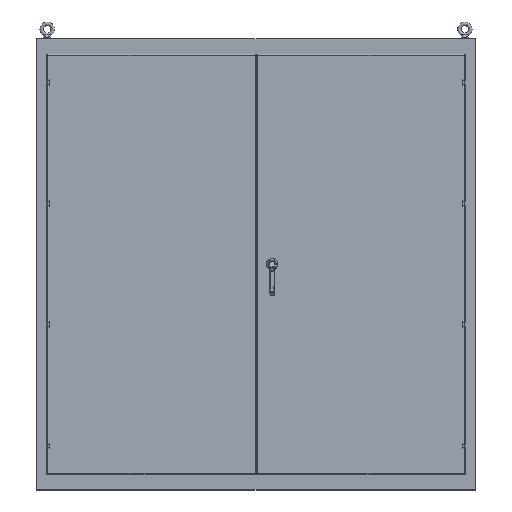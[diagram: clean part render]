
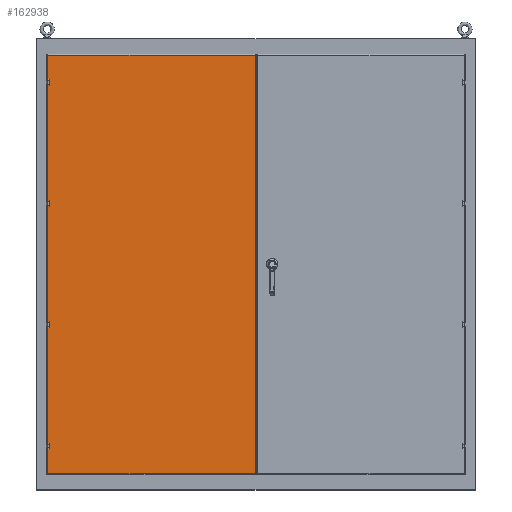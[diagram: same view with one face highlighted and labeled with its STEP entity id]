
A CAD part, top view. The second image highlights one B-rep face of the part: STEP entity #162938.
In plain terms, the highlighted planar face has unit normal (0, 0, 1).
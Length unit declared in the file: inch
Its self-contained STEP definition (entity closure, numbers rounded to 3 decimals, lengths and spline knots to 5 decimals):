
#4694 = CARTESIAN_POINT ( 'NONE',  ( -36.92815, -37.05315, 10.058 ) ) ;
#12444 = CARTESIAN_POINT ( 'NONE',  ( 0., 37.05315, 10.058 ) ) ;
#21477 = LINE ( 'NONE', #167902, #90797 ) ;
#22809 = CARTESIAN_POINT ( 'NONE',  ( -36.92815, 0., 10.058 ) ) ;
#28746 = ORIENTED_EDGE ( 'NONE', *, *, #80268, .T. ) ;
#34130 = ORIENTED_EDGE ( 'NONE', *, *, #78452, .T. ) ;
#37027 = EDGE_CURVE ( 'NONE', #200601, #93857, #176868, .T. ) ;
#49943 = CARTESIAN_POINT ( 'NONE',  ( 0., 0., 10.058 ) ) ;
#55047 = LINE ( 'NONE', #73079, #148197 ) ;
#57648 = VECTOR ( 'NONE', #188389, 39.37008 ) ;
#73079 = CARTESIAN_POINT ( 'NONE',  ( -0.09375, 0., 10.058 ) ) ;
#78452 = EDGE_CURVE ( 'NONE', #235601, #163355, #21477, .T. ) ;
#80268 = EDGE_CURVE ( 'NONE', #163355, #200601, #55047, .T. ) ;
#89421 = CARTESIAN_POINT ( 'NONE',  ( -36.92815, 37.05315, 10.058 ) ) ;
#90797 = VECTOR ( 'NONE', #131887, 39.37008 ) ;
#93857 = VERTEX_POINT ( 'NONE', #89421 ) ;
#94803 = LINE ( 'NONE', #22809, #57648 ) ;
#95121 = ORIENTED_EDGE ( 'NONE', *, *, #111250, .T. ) ;
#100253 = ORIENTED_EDGE ( 'NONE', *, *, #37027, .T. ) ;
#110478 = AXIS2_PLACEMENT_3D ( 'NONE', #49943, #144714, #198665 ) ;
#111250 = EDGE_CURVE ( 'NONE', #93857, #235601, #94803, .T. ) ;
#113573 = VECTOR ( 'NONE', #213995, 39.37008 ) ;
#131887 = DIRECTION ( 'NONE',  ( 1., 0., 0. ) ) ;
#143542 = PLANE ( 'NONE',  #110478 ) ;
#144714 = DIRECTION ( 'NONE',  ( 0., 0., 1. ) ) ;
#148197 = VECTOR ( 'NONE', #182310, 39.37008 ) ;
#162938 = ADVANCED_FACE ( 'NONE', ( #213127 ), #143542, .T. ) ;
#163355 = VERTEX_POINT ( 'NONE', #205730 ) ;
#167902 = CARTESIAN_POINT ( 'NONE',  ( 0., -37.05315, 10.058 ) ) ;
#176868 = LINE ( 'NONE', #12444, #113573 ) ;
#182310 = DIRECTION ( 'NONE',  ( 0., 1., 0. ) ) ;
#188186 = CARTESIAN_POINT ( 'NONE',  ( -0.09375, 37.05315, 10.058 ) ) ;
#188389 = DIRECTION ( 'NONE',  ( 0., -1., 0. ) ) ;
#198665 = DIRECTION ( 'NONE',  ( 1., 0., 0. ) ) ;
#200601 = VERTEX_POINT ( 'NONE', #188186 ) ;
#205730 = CARTESIAN_POINT ( 'NONE',  ( -0.09375, -37.05315, 10.058 ) ) ;
#213127 = FACE_OUTER_BOUND ( 'NONE', #228965, .T. ) ;
#213995 = DIRECTION ( 'NONE',  ( -1., 0., 0. ) ) ;
#228965 = EDGE_LOOP ( 'NONE', ( #28746, #100253, #95121, #34130 ) ) ;
#235601 = VERTEX_POINT ( 'NONE', #4694 ) ;
